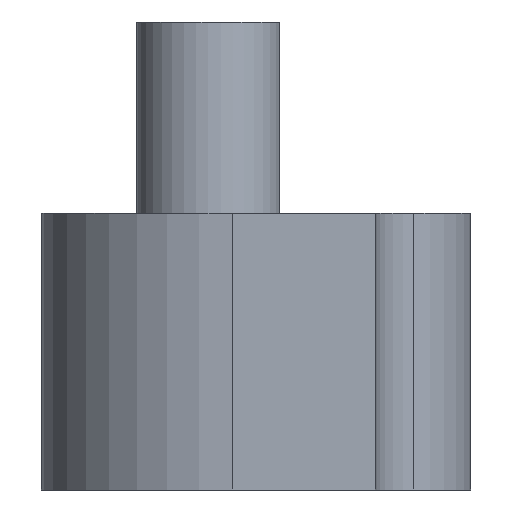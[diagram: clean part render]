
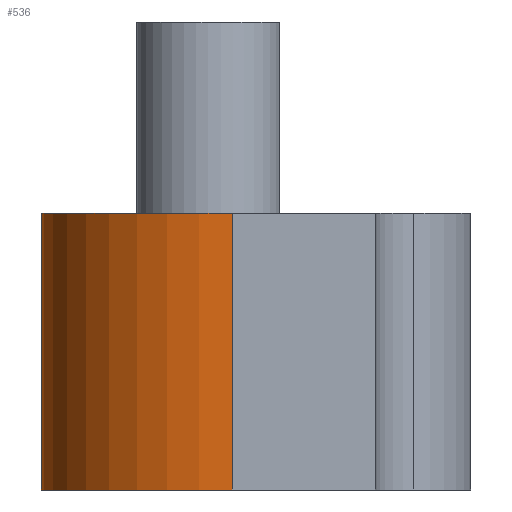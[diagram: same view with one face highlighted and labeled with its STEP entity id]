
A CAD part, left-side view. The second image highlights one B-rep face of the part: STEP entity #536.
In plain terms, the highlighted cylindrical face has radius 2 mm (diameter 4 mm), a partial arc.
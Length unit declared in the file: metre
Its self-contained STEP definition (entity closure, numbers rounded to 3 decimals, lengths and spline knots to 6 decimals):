
#15=CYLINDRICAL_SURFACE('',#601,0.002);
#35=CIRCLE('',#573,0.002);
#49=CIRCLE('',#588,0.002);
#138=ORIENTED_EDGE('',*,*,#254,.T.);
#139=ORIENTED_EDGE('',*,*,#275,.F.);
#140=ORIENTED_EDGE('',*,*,#219,.F.);
#141=ORIENTED_EDGE('',*,*,#274,.T.);
#219=EDGE_CURVE('',#296,#297,#35,.T.);
#254=EDGE_CURVE('',#332,#331,#49,.T.);
#274=EDGE_CURVE('',#296,#332,#378,.T.);
#275=EDGE_CURVE('',#297,#331,#379,.T.);
#296=VERTEX_POINT('',#789);
#297=VERTEX_POINT('',#791);
#331=VERTEX_POINT('',#885);
#332=VERTEX_POINT('',#887);
#378=LINE('',#926,#423);
#379=LINE('',#928,#424);
#423=VECTOR('',#719,1.);
#424=VECTOR('',#722,1.);
#449=EDGE_LOOP('',(#138,#139,#140,#141));
#488=FACE_BOUND('',#449,.T.);
#536=ADVANCED_FACE('',(#488),#15,.T.);
#573=AXIS2_PLACEMENT_3D('',#790,#635,#636);
#588=AXIS2_PLACEMENT_3D('',#886,#681,#682);
#601=AXIS2_PLACEMENT_3D('',#927,#720,#721);
#635=DIRECTION('',(0.,0.,-1.));
#636=DIRECTION('',(-1.,0.,0.));
#681=DIRECTION('',(0.,0.,-1.));
#682=DIRECTION('',(-1.,0.,0.));
#719=DIRECTION('',(0.,0.,1.));
#720=DIRECTION('',(0.,0.,1.));
#721=DIRECTION('',(1.,0.,0.));
#722=DIRECTION('',(0.,0.,1.));
#789=CARTESIAN_POINT('',(0.215006,-0.013392,0.0029));
#790=CARTESIAN_POINT('',(0.217006,-0.013392,0.0029));
#791=CARTESIAN_POINT('',(0.217006,-0.011392,0.0029));
#885=CARTESIAN_POINT('',(0.217006,-0.011392,0.0058));
#886=CARTESIAN_POINT('',(0.217006,-0.013392,0.0058));
#887=CARTESIAN_POINT('',(0.215006,-0.013392,0.0058));
#926=CARTESIAN_POINT('',(0.215006,-0.013392,0.0029));
#927=CARTESIAN_POINT('',(0.217006,-0.013392,0.0029));
#928=CARTESIAN_POINT('',(0.217006,-0.011392,0.0029));
